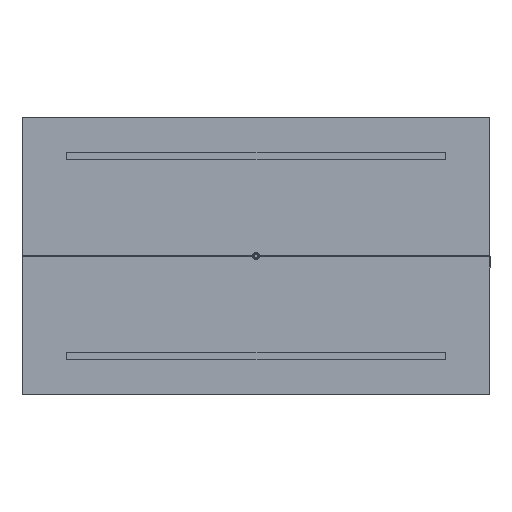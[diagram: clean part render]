
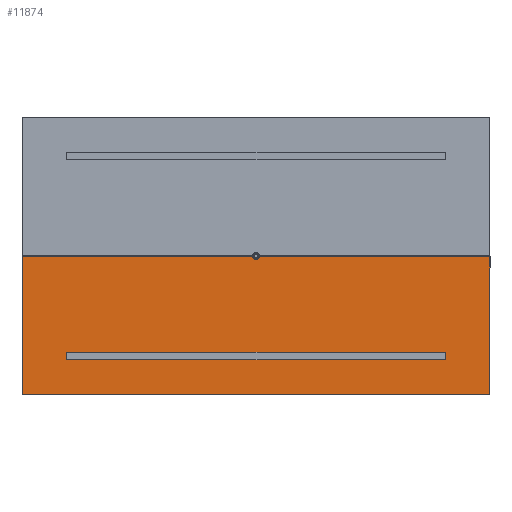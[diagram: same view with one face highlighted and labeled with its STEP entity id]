
A CAD part, front view. The second image highlights one B-rep face of the part: STEP entity #11874.
In plain terms, the highlighted planar face has unit normal (0, -1, 0).
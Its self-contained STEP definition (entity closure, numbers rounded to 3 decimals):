
#366 = CARTESIAN_POINT ( 'NONE',  ( -445., -50., -226. ) ) ;
#625 = LINE ( 'NONE', #7917, #17668 ) ;
#692 = ORIENTED_EDGE ( 'NONE', *, *, #28055, .T. ) ;
#925 = EDGE_CURVE ( 'NONE', #20693, #19001, #28072, .T. ) ;
#2051 = CARTESIAN_POINT ( 'NONE',  ( -548.793, -50., -1.5 ) ) ;
#2685 = VECTOR ( 'NONE', #40708, 1000. ) ;
#3345 = FACE_BOUND ( 'NONE', #14955, .T. ) ;
#3439 = VECTOR ( 'NONE', #35234, 1000. ) ;
#3752 = LINE ( 'NONE', #37202, #2685 ) ;
#3898 = VECTOR ( 'NONE', #16085, 1000. ) ;
#3952 = ORIENTED_EDGE ( 'NONE', *, *, #26469, .T. ) ;
#3983 = EDGE_CURVE ( 'NONE', #11189, #27611, #5147, .T. ) ;
#5060 = VECTOR ( 'NONE', #17105, 1000. ) ;
#5147 = LINE ( 'NONE', #22887, #23295 ) ;
#5741 = VERTEX_POINT ( 'NONE', #21695 ) ;
#6141 = LINE ( 'NONE', #37778, #5060 ) ;
#6477 = ORIENTED_EDGE ( 'NONE', *, *, #19922, .T. ) ;
#6773 = ORIENTED_EDGE ( 'NONE', *, *, #23854, .T. ) ;
#7917 = CARTESIAN_POINT ( 'NONE',  ( -548.646, -50., -324.646 ) ) ;
#8992 = CARTESIAN_POINT ( 'NONE',  ( -549.5, -50., -1. ) ) ;
#9002 = VERTEX_POINT ( 'NONE', #38032 ) ;
#9742 = DIRECTION ( 'NONE',  ( 0.707, 0., 0.707 ) ) ;
#9929 = CARTESIAN_POINT ( 'NONE',  ( 0., -50., -324.5 ) ) ;
#10871 = CARTESIAN_POINT ( 'NONE',  ( 0., -50., 0. ) ) ;
#11189 = VERTEX_POINT ( 'NONE', #30197 ) ;
#11355 = DIRECTION ( 'NONE',  ( 0.707, 0., -0.707 ) ) ;
#11874 = ADVANCED_FACE ( 'NONE', ( #3345, #21499 ), #23996, .F. ) ;
#11937 = VERTEX_POINT ( 'NONE', #14136 ) ;
#11968 = CARTESIAN_POINT ( 'NONE',  ( -7.858, -50., -1.5 ) ) ;
#12788 = VERTEX_POINT ( 'NONE', #15374 ) ;
#13326 = EDGE_LOOP ( 'NONE', ( #25539, #6773, #34561, #6477, #30447, #32365, #692, #24336, #25245, #3952 ) ) ;
#13589 = ORIENTED_EDGE ( 'NONE', *, *, #35501, .F. ) ;
#14001 = CARTESIAN_POINT ( 'NONE',  ( 0., -50., -1. ) ) ;
#14136 = CARTESIAN_POINT ( 'NONE',  ( -445., -50., -244. ) ) ;
#14292 = DIRECTION ( 'NONE',  ( 0., 0., -1. ) ) ;
#14312 = VECTOR ( 'NONE', #17091, 1000. ) ;
#14528 = VERTEX_POINT ( 'NONE', #37550 ) ;
#14955 = EDGE_LOOP ( 'NONE', ( #13589, #16908, #43351, #26142 ) ) ;
#15100 = CARTESIAN_POINT ( 'NONE',  ( 445., -50., -226. ) ) ;
#15374 = CARTESIAN_POINT ( 'NONE',  ( -549.5, -50., -2.207 ) ) ;
#15925 = CARTESIAN_POINT ( 'NONE',  ( 0., -50., -1.5 ) ) ;
#16085 = DIRECTION ( 'NONE',  ( -1., 0., 0. ) ) ;
#16227 = EDGE_CURVE ( 'NONE', #28316, #40634, #6141, .T. ) ;
#16646 = CARTESIAN_POINT ( 'NONE',  ( -548.793, -50., -324.5 ) ) ;
#16908 = ORIENTED_EDGE ( 'NONE', *, *, #3983, .F. ) ;
#17091 = DIRECTION ( 'NONE',  ( -0.707, 0., -0.707 ) ) ;
#17105 = DIRECTION ( 'NONE',  ( -1., 0., 0. ) ) ;
#17395 = DIRECTION ( 'NONE',  ( 0., 0., -1. ) ) ;
#17668 = VECTOR ( 'NONE', #11355, 1000. ) ;
#18975 = VECTOR ( 'NONE', #37307, 1000. ) ;
#19001 = VERTEX_POINT ( 'NONE', #32522 ) ;
#19121 = VERTEX_POINT ( 'NONE', #29971 ) ;
#19922 = EDGE_CURVE ( 'NONE', #27980, #20693, #625, .T. ) ;
#20693 = VERTEX_POINT ( 'NONE', #16646 ) ;
#21470 = CARTESIAN_POINT ( 'NONE',  ( -549.5, -50., -323.793 ) ) ;
#21499 = FACE_OUTER_BOUND ( 'NONE', #13326, .T. ) ;
#21695 = CARTESIAN_POINT ( 'NONE',  ( 548.793, -50., -1.5 ) ) ;
#22057 = LINE ( 'NONE', #15925, #3898 ) ;
#22887 = CARTESIAN_POINT ( 'NONE',  ( 445., -50., -226. ) ) ;
#23197 = CARTESIAN_POINT ( 'NONE',  ( -445., -50., -226. ) ) ;
#23295 = VECTOR ( 'NONE', #33072, 1000. ) ;
#23854 = EDGE_CURVE ( 'NONE', #40634, #12788, #41680, .T. ) ;
#23996 = PLANE ( 'NONE',  #31920 ) ;
#24336 = ORIENTED_EDGE ( 'NONE', *, *, #24984, .T. ) ;
#24984 = EDGE_CURVE ( 'NONE', #9002, #5741, #39889, .T. ) ;
#25176 = LINE ( 'NONE', #23197, #41281 ) ;
#25245 = ORIENTED_EDGE ( 'NONE', *, *, #37927, .T. ) ;
#25373 = CARTESIAN_POINT ( 'NONE',  ( 549.5, -50., -1. ) ) ;
#25539 = ORIENTED_EDGE ( 'NONE', *, *, #16227, .T. ) ;
#26004 = LINE ( 'NONE', #43904, #44288 ) ;
#26142 = ORIENTED_EDGE ( 'NONE', *, *, #31553, .F. ) ;
#26262 = CARTESIAN_POINT ( 'NONE',  ( -445., -50., -226. ) ) ;
#26400 = DIRECTION ( 'NONE',  ( -1., 0., 0. ) ) ;
#26469 = EDGE_CURVE ( 'NONE', #14528, #28316, #35435, .T. ) ;
#27611 = VERTEX_POINT ( 'NONE', #15100 ) ;
#27980 = VERTEX_POINT ( 'NONE', #21470 ) ;
#28055 = EDGE_CURVE ( 'NONE', #19121, #9002, #28453, .T. ) ;
#28072 = LINE ( 'NONE', #9929, #18975 ) ;
#28316 = VERTEX_POINT ( 'NONE', #11968 ) ;
#28453 = LINE ( 'NONE', #25373, #36497 ) ;
#28810 = DIRECTION ( 'NONE',  ( 0., 0., 1. ) ) ;
#29528 = EDGE_CURVE ( 'NONE', #12788, #27980, #43348, .T. ) ;
#29929 = VECTOR ( 'NONE', #26400, 1000. ) ;
#29971 = CARTESIAN_POINT ( 'NONE',  ( 549.5, -50., -323.793 ) ) ;
#30197 = CARTESIAN_POINT ( 'NONE',  ( 445., -50., -244. ) ) ;
#30447 = ORIENTED_EDGE ( 'NONE', *, *, #925, .T. ) ;
#30559 = CARTESIAN_POINT ( 'NONE',  ( -549.646, -50., -2.354 ) ) ;
#30991 = LINE ( 'NONE', #26262, #29929 ) ;
#31553 = EDGE_CURVE ( 'NONE', #44170, #11937, #25176, .T. ) ;
#31777 = CARTESIAN_POINT ( 'NONE',  ( 548.646, -50., -1.354 ) ) ;
#31920 = AXIS2_PLACEMENT_3D ( 'NONE', #14001, #37957, #17395 ) ;
#32365 = ORIENTED_EDGE ( 'NONE', *, *, #36606, .T. ) ;
#32522 = CARTESIAN_POINT ( 'NONE',  ( 548.793, -50., -324.5 ) ) ;
#33072 = DIRECTION ( 'NONE',  ( 0., 0., 1. ) ) ;
#34159 = VECTOR ( 'NONE', #43285, 1000. ) ;
#34561 = ORIENTED_EDGE ( 'NONE', *, *, #29528, .T. ) ;
#34786 = DIRECTION ( 'NONE',  ( 0., 1., 0. ) ) ;
#35234 = DIRECTION ( 'NONE',  ( -0.707, 0., 0.707 ) ) ;
#35435 = CIRCLE ( 'NONE', #41565, 8. ) ;
#35501 = EDGE_CURVE ( 'NONE', #27611, #44170, #30991, .T. ) ;
#36497 = VECTOR ( 'NONE', #28810, 1000. ) ;
#36606 = EDGE_CURVE ( 'NONE', #19001, #19121, #26004, .T. ) ;
#37202 = CARTESIAN_POINT ( 'NONE',  ( -445., -50., -244. ) ) ;
#37307 = DIRECTION ( 'NONE',  ( 1., 0., 0. ) ) ;
#37550 = CARTESIAN_POINT ( 'NONE',  ( 7.858, -50., -1.5 ) ) ;
#37778 = CARTESIAN_POINT ( 'NONE',  ( 0., -50., -1.5 ) ) ;
#37927 = EDGE_CURVE ( 'NONE', #5741, #14528, #22057, .T. ) ;
#37957 = DIRECTION ( 'NONE',  ( 0., 1., 0. ) ) ;
#38032 = CARTESIAN_POINT ( 'NONE',  ( 549.5, -50., -2.207 ) ) ;
#39889 = LINE ( 'NONE', #31777, #3439 ) ;
#40487 = DIRECTION ( 'NONE',  ( 0., 0., -1. ) ) ;
#40634 = VERTEX_POINT ( 'NONE', #2051 ) ;
#40708 = DIRECTION ( 'NONE',  ( 1., 0., 0. ) ) ;
#41281 = VECTOR ( 'NONE', #40487, 1000. ) ;
#41565 = AXIS2_PLACEMENT_3D ( 'NONE', #10871, #34786, #14292 ) ;
#41680 = LINE ( 'NONE', #30559, #14312 ) ;
#43285 = DIRECTION ( 'NONE',  ( 0., 0., -1. ) ) ;
#43348 = LINE ( 'NONE', #8992, #34159 ) ;
#43351 = ORIENTED_EDGE ( 'NONE', *, *, #43492, .F. ) ;
#43492 = EDGE_CURVE ( 'NONE', #11937, #11189, #3752, .T. ) ;
#43904 = CARTESIAN_POINT ( 'NONE',  ( 549.646, -50., -323.646 ) ) ;
#44170 = VERTEX_POINT ( 'NONE', #366 ) ;
#44288 = VECTOR ( 'NONE', #9742, 1000. ) ;
